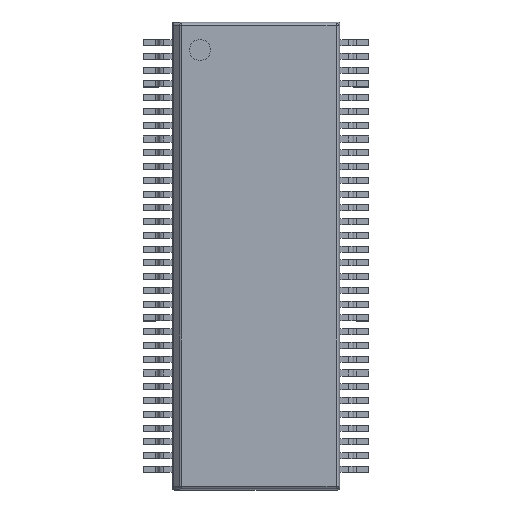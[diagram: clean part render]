
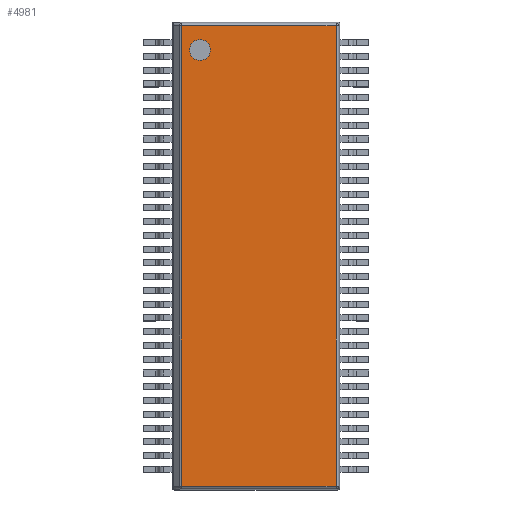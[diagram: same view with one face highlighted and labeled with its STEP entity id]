
A CAD part, top view. The second image highlights one B-rep face of the part: STEP entity #4981.
In plain terms, the highlighted planar face has unit normal (0, 0, 1).
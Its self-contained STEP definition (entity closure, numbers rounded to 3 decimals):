
#4136 = CYLINDRICAL_SURFACE('',#4137,0.1);
#4137 = AXIS2_PLACEMENT_3D('',#4138,#4139,#4140);
#4138 = CARTESIAN_POINT('',(0.3,16.857,1.1));
#4139 = DIRECTION('',(1.,0.,0.));
#4140 = DIRECTION('',(-0.,0.995,0.105));
#4337 = CYLINDRICAL_SURFACE('',#4338,0.1);
#4338 = AXIS2_PLACEMENT_3D('',#4339,#4340,#4341);
#4339 = CARTESIAN_POINT('',(0.3,0.143,1.1));
#4340 = DIRECTION('',(1.,-0.,0.));
#4341 = DIRECTION('',(-0.,-0.995,0.105));
#4438 = CYLINDRICAL_SURFACE('',#4439,0.1);
#4439 = AXIS2_PLACEMENT_3D('',#4440,#4441,#4442);
#4440 = CARTESIAN_POINT('',(0.341,0.053,1.1));
#4441 = DIRECTION('',(0.,1.,0.));
#4442 = DIRECTION('',(-0.707,0.,0.707));
#4599 = VERTEX_POINT('',#4600);
#4600 = CARTESIAN_POINT('',(0.341,16.857,1.2));
#4633 = EDGE_CURVE('',#4599,#4634,#4636,.T.);
#4634 = VERTEX_POINT('',#4635);
#4635 = CARTESIAN_POINT('',(5.957,16.857,1.2));
#4636 = SURFACE_CURVE('',#4637,(#4641,#4648),.PCURVE_S1.);
#4637 = LINE('',#4638,#4639);
#4638 = CARTESIAN_POINT('',(0.3,16.857,1.2));
#4639 = VECTOR('',#4640,1.);
#4640 = DIRECTION('',(1.,0.,0.));
#4641 = PCURVE('',#4136,#4642);
#4642 = DEFINITIONAL_REPRESENTATION('',(#4643),#4647);
#4643 = LINE('',#4644,#4645);
#4644 = CARTESIAN_POINT('',(1.466,0.));
#4645 = VECTOR('',#4646,1.);
#4646 = DIRECTION('',(0.,1.));
#4647 = ( GEOMETRIC_REPRESENTATION_CONTEXT(2) 
PARAMETRIC_REPRESENTATION_CONTEXT() REPRESENTATION_CONTEXT('2D SPACE',''
  ) );
#4648 = PCURVE('',#4649,#4654);
#4649 = PLANE('',#4650);
#4650 = AXIS2_PLACEMENT_3D('',#4651,#4652,#4653);
#4651 = CARTESIAN_POINT('',(0.,0.,1.2));
#4652 = DIRECTION('',(0.,0.,1.));
#4653 = DIRECTION('',(1.,0.,-0.));
#4654 = DEFINITIONAL_REPRESENTATION('',(#4655),#4659);
#4655 = LINE('',#4656,#4657);
#4656 = CARTESIAN_POINT('',(0.3,16.857));
#4657 = VECTOR('',#4658,1.);
#4658 = DIRECTION('',(1.,0.));
#4659 = ( GEOMETRIC_REPRESENTATION_CONTEXT(2) 
PARAMETRIC_REPRESENTATION_CONTEXT() REPRESENTATION_CONTEXT('2D SPACE',''
  ) );
#4777 = VERTEX_POINT('',#4778);
#4778 = CARTESIAN_POINT('',(0.341,0.143,1.2));
#4811 = EDGE_CURVE('',#4777,#4812,#4814,.T.);
#4812 = VERTEX_POINT('',#4813);
#4813 = CARTESIAN_POINT('',(5.957,0.143,1.2));
#4814 = SURFACE_CURVE('',#4815,(#4819,#4826),.PCURVE_S1.);
#4815 = LINE('',#4816,#4817);
#4816 = CARTESIAN_POINT('',(0.3,0.143,1.2));
#4817 = VECTOR('',#4818,1.);
#4818 = DIRECTION('',(1.,-0.,0.));
#4819 = PCURVE('',#4337,#4820);
#4820 = DEFINITIONAL_REPRESENTATION('',(#4821),#4825);
#4821 = LINE('',#4822,#4823);
#4822 = CARTESIAN_POINT('',(-1.466,0.));
#4823 = VECTOR('',#4824,1.);
#4824 = DIRECTION('',(-0.,1.));
#4825 = ( GEOMETRIC_REPRESENTATION_CONTEXT(2) 
PARAMETRIC_REPRESENTATION_CONTEXT() REPRESENTATION_CONTEXT('2D SPACE',''
  ) );
#4826 = PCURVE('',#4649,#4827);
#4827 = DEFINITIONAL_REPRESENTATION('',(#4828),#4832);
#4828 = LINE('',#4829,#4830);
#4829 = CARTESIAN_POINT('',(0.3,0.143));
#4830 = VECTOR('',#4831,1.);
#4831 = DIRECTION('',(1.,0.));
#4832 = ( GEOMETRIC_REPRESENTATION_CONTEXT(2) 
PARAMETRIC_REPRESENTATION_CONTEXT() REPRESENTATION_CONTEXT('2D SPACE',''
  ) );
#4877 = EDGE_CURVE('',#4777,#4599,#4878,.T.);
#4878 = SURFACE_CURVE('',#4879,(#4883,#4890),.PCURVE_S1.);
#4879 = LINE('',#4880,#4881);
#4880 = CARTESIAN_POINT('',(0.341,0.053,1.2));
#4881 = VECTOR('',#4882,1.);
#4882 = DIRECTION('',(0.,1.,0.));
#4883 = PCURVE('',#4438,#4884);
#4884 = DEFINITIONAL_REPRESENTATION('',(#4885),#4889);
#4885 = LINE('',#4886,#4887);
#4886 = CARTESIAN_POINT('',(0.785,0.));
#4887 = VECTOR('',#4888,1.);
#4888 = DIRECTION('',(0.,1.));
#4889 = ( GEOMETRIC_REPRESENTATION_CONTEXT(2) 
PARAMETRIC_REPRESENTATION_CONTEXT() REPRESENTATION_CONTEXT('2D SPACE',''
  ) );
#4890 = PCURVE('',#4649,#4891);
#4891 = DEFINITIONAL_REPRESENTATION('',(#4892),#4896);
#4892 = LINE('',#4893,#4894);
#4893 = CARTESIAN_POINT('',(0.341,0.053));
#4894 = VECTOR('',#4895,1.);
#4895 = DIRECTION('',(0.,1.));
#4896 = ( GEOMETRIC_REPRESENTATION_CONTEXT(2) 
PARAMETRIC_REPRESENTATION_CONTEXT() REPRESENTATION_CONTEXT('2D SPACE',''
  ) );
#4938 = CYLINDRICAL_SURFACE('',#4939,0.1);
#4939 = AXIS2_PLACEMENT_3D('',#4940,#4941,#4942);
#4940 = CARTESIAN_POINT('',(5.957,0.053,1.1));
#4941 = DIRECTION('',(0.,1.,-0.));
#4942 = DIRECTION('',(0.995,0.,0.105));
#4981 = ADVANCED_FACE('',(#4982,#5008),#4649,.T.);
#4982 = FACE_BOUND('',#4983,.T.);
#4983 = EDGE_LOOP('',(#4984,#4985,#4986,#4987));
#4984 = ORIENTED_EDGE('',*,*,#4633,.F.);
#4985 = ORIENTED_EDGE('',*,*,#4877,.F.);
#4986 = ORIENTED_EDGE('',*,*,#4811,.T.);
#4987 = ORIENTED_EDGE('',*,*,#4988,.T.);
#4988 = EDGE_CURVE('',#4812,#4634,#4989,.T.);
#4989 = SURFACE_CURVE('',#4990,(#4994,#5001),.PCURVE_S1.);
#4990 = LINE('',#4991,#4992);
#4991 = CARTESIAN_POINT('',(5.957,0.053,1.2));
#4992 = VECTOR('',#4993,1.);
#4993 = DIRECTION('',(0.,1.,-0.));
#4994 = PCURVE('',#4649,#4995);
#4995 = DEFINITIONAL_REPRESENTATION('',(#4996),#5000);
#4996 = LINE('',#4997,#4998);
#4997 = CARTESIAN_POINT('',(5.957,0.053));
#4998 = VECTOR('',#4999,1.);
#4999 = DIRECTION('',(0.,1.));
#5000 = ( GEOMETRIC_REPRESENTATION_CONTEXT(2) 
PARAMETRIC_REPRESENTATION_CONTEXT() REPRESENTATION_CONTEXT('2D SPACE',''
  ) );
#5001 = PCURVE('',#4938,#5002);
#5002 = DEFINITIONAL_REPRESENTATION('',(#5003),#5007);
#5003 = LINE('',#5004,#5005);
#5004 = CARTESIAN_POINT('',(-1.466,0.));
#5005 = VECTOR('',#5006,1.);
#5006 = DIRECTION('',(-0.,1.));
#5007 = ( GEOMETRIC_REPRESENTATION_CONTEXT(2) 
PARAMETRIC_REPRESENTATION_CONTEXT() REPRESENTATION_CONTEXT('2D SPACE',''
  ) );
#5008 = FACE_BOUND('',#5009,.T.);
#5009 = EDGE_LOOP('',(#5010));
#5010 = ORIENTED_EDGE('',*,*,#5011,.F.);
#5011 = EDGE_CURVE('',#5012,#5012,#5014,.T.);
#5012 = VERTEX_POINT('',#5013);
#5013 = CARTESIAN_POINT('',(1.398,15.983,1.2));
#5014 = SURFACE_CURVE('',#5015,(#5020,#5027),.PCURVE_S1.);
#5015 = CIRCLE('',#5016,0.381);
#5016 = AXIS2_PLACEMENT_3D('',#5017,#5018,#5019);
#5017 = CARTESIAN_POINT('',(1.017,15.983,1.2));
#5018 = DIRECTION('',(0.,0.,1.));
#5019 = DIRECTION('',(1.,0.,-0.));
#5020 = PCURVE('',#4649,#5021);
#5021 = DEFINITIONAL_REPRESENTATION('',(#5022),#5026);
#5022 = CIRCLE('',#5023,0.381);
#5023 = AXIS2_PLACEMENT_2D('',#5024,#5025);
#5024 = CARTESIAN_POINT('',(1.017,15.983));
#5025 = DIRECTION('',(1.,0.));
#5026 = ( GEOMETRIC_REPRESENTATION_CONTEXT(2) 
PARAMETRIC_REPRESENTATION_CONTEXT() REPRESENTATION_CONTEXT('2D SPACE',''
  ) );
#5027 = PCURVE('',#5028,#5033);
#5028 = CYLINDRICAL_SURFACE('',#5029,0.381);
#5029 = AXIS2_PLACEMENT_3D('',#5030,#5031,#5032);
#5030 = CARTESIAN_POINT('',(1.017,15.983,1.1));
#5031 = DIRECTION('',(0.,0.,1.));
#5032 = DIRECTION('',(1.,0.,-0.));
#5033 = DEFINITIONAL_REPRESENTATION('',(#5034),#5038);
#5034 = LINE('',#5035,#5036);
#5035 = CARTESIAN_POINT('',(0.,0.1));
#5036 = VECTOR('',#5037,1.);
#5037 = DIRECTION('',(1.,0.));
#5038 = ( GEOMETRIC_REPRESENTATION_CONTEXT(2) 
PARAMETRIC_REPRESENTATION_CONTEXT() REPRESENTATION_CONTEXT('2D SPACE',''
  ) );
